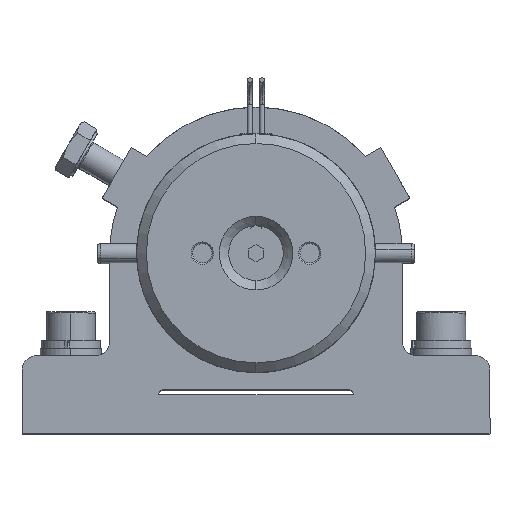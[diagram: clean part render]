
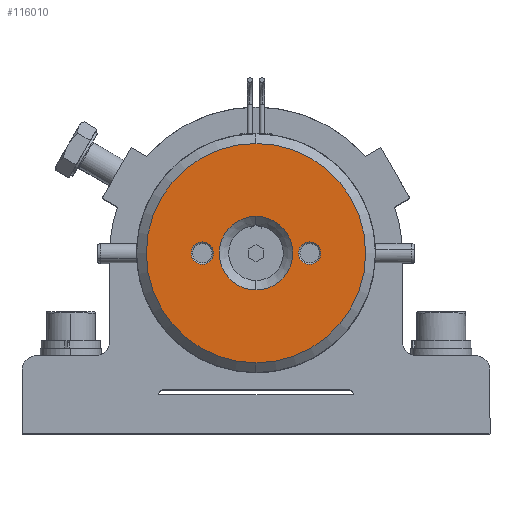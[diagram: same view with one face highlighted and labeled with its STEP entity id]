
A CAD part, top view. The second image highlights one B-rep face of the part: STEP entity #116010.
In plain terms, the highlighted planar face has unit normal (0, 0, 1).
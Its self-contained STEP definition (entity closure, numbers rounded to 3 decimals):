
#904 = CARTESIAN_POINT ( 'NONE',  ( 0., -22.5, 91.9 ) ) ;
#2307 = AXIS2_PLACEMENT_3D ( 'NONE', #58503, #68019, #85293 ) ;
#2877 = CARTESIAN_POINT ( 'NONE',  ( -11., -2.3, 91.9 ) ) ;
#7346 = DIRECTION ( 'NONE',  ( 0., 0., -1. ) ) ;
#7867 = CARTESIAN_POINT ( 'NONE',  ( -11., 0., 91.9 ) ) ;
#7894 = VERTEX_POINT ( 'NONE', #74486 ) ;
#8904 = DIRECTION ( 'NONE',  ( 0., 0., -1. ) ) ;
#10702 = VERTEX_POINT ( 'NONE', #70243 ) ;
#13441 = CIRCLE ( 'NONE', #17269, 2.3 ) ;
#17269 = AXIS2_PLACEMENT_3D ( 'NONE', #106683, #8904, #96565 ) ;
#21930 = CIRCLE ( 'NONE', #94132, 7.55 ) ;
#25709 = CARTESIAN_POINT ( 'NONE',  ( -11., 2.3, 91.9 ) ) ;
#25936 = FACE_BOUND ( 'NONE', #99117, .T. ) ;
#26064 = AXIS2_PLACEMENT_3D ( 'NONE', #103616, #57763, #94074 ) ;
#27900 = EDGE_CURVE ( 'NONE', #85102, #37638, #49806, .T. ) ;
#28136 = DIRECTION ( 'NONE',  ( 0., 1., 0. ) ) ;
#29349 = EDGE_CURVE ( 'NONE', #37638, #85102, #83747, .T. ) ;
#30317 = EDGE_CURVE ( 'NONE', #10702, #60470, #13441, .T. ) ;
#30784 = EDGE_CURVE ( 'NONE', #60470, #10702, #57178, .T. ) ;
#30849 = CARTESIAN_POINT ( 'NONE',  ( 11., 0., 91.9 ) ) ;
#37638 = VERTEX_POINT ( 'NONE', #25709 ) ;
#38184 = EDGE_CURVE ( 'NONE', #67508, #7894, #114476, .T. ) ;
#38390 = AXIS2_PLACEMENT_3D ( 'NONE', #61020, #97340, #68778 ) ;
#38475 = EDGE_CURVE ( 'NONE', #40139, #54606, #46067, .T. ) ;
#39199 = DIRECTION ( 'NONE',  ( 0., 1., 0. ) ) ;
#39739 = CARTESIAN_POINT ( 'NONE',  ( 0., -7.55, 91.9 ) ) ;
#40139 = VERTEX_POINT ( 'NONE', #63709 ) ;
#40834 = CARTESIAN_POINT ( 'NONE',  ( 0., 0., 91.9 ) ) ;
#44169 = DIRECTION ( 'NONE',  ( 0., 0., -1. ) ) ;
#46067 = CIRCLE ( 'NONE', #38390, 22.5 ) ;
#47298 = EDGE_LOOP ( 'NONE', ( #93401, #93981 ) ) ;
#49806 = CIRCLE ( 'NONE', #116358, 2.3 ) ;
#54492 = DIRECTION ( 'NONE',  ( 0., 1., 0. ) ) ;
#54606 = VERTEX_POINT ( 'NONE', #108518 ) ;
#55048 = EDGE_LOOP ( 'NONE', ( #66338, #112612 ) ) ;
#55642 = PLANE ( 'NONE',  #59871 ) ;
#56358 = EDGE_CURVE ( 'NONE', #7894, #67508, #21930, .T. ) ;
#57178 = CIRCLE ( 'NONE', #102810, 2.3 ) ;
#57763 = DIRECTION ( 'NONE',  ( 0., 0., -1. ) ) ;
#58503 = CARTESIAN_POINT ( 'NONE',  ( -11., 0., 91.9 ) ) ;
#59871 = AXIS2_PLACEMENT_3D ( 'NONE', #904, #62242, #54492 ) ;
#60470 = VERTEX_POINT ( 'NONE', #101060 ) ;
#61020 = CARTESIAN_POINT ( 'NONE',  ( 0., 0., 91.9 ) ) ;
#62242 = DIRECTION ( 'NONE',  ( 0., 0., -1. ) ) ;
#63709 = CARTESIAN_POINT ( 'NONE',  ( 0., -22.5, 91.9 ) ) ;
#65489 = EDGE_LOOP ( 'NONE', ( #69215, #65741 ) ) ;
#65741 = ORIENTED_EDGE ( 'NONE', *, *, #38475, .F. ) ;
#66338 = ORIENTED_EDGE ( 'NONE', *, *, #30317, .T. ) ;
#67508 = VERTEX_POINT ( 'NONE', #39739 ) ;
#68019 = DIRECTION ( 'NONE',  ( 0., 0., -1. ) ) ;
#68778 = DIRECTION ( 'NONE',  ( 0., 1., 0. ) ) ;
#69215 = ORIENTED_EDGE ( 'NONE', *, *, #75933, .F. ) ;
#70243 = CARTESIAN_POINT ( 'NONE',  ( 11., -2.3, 91.9 ) ) ;
#71703 = CIRCLE ( 'NONE', #26064, 22.5 ) ;
#71754 = FACE_BOUND ( 'NONE', #55048, .T. ) ;
#74486 = CARTESIAN_POINT ( 'NONE',  ( 0., 7.55, 91.9 ) ) ;
#75933 = EDGE_CURVE ( 'NONE', #54606, #40139, #71703, .T. ) ;
#77123 = DIRECTION ( 'NONE',  ( 0., 0., -1. ) ) ;
#80461 = DIRECTION ( 'NONE',  ( 0., 1., 0. ) ) ;
#81861 = ORIENTED_EDGE ( 'NONE', *, *, #38184, .T. ) ;
#82428 = FACE_OUTER_BOUND ( 'NONE', #65489, .T. ) ;
#83747 = CIRCLE ( 'NONE', #2307, 2.3 ) ;
#85102 = VERTEX_POINT ( 'NONE', #2877 ) ;
#85293 = DIRECTION ( 'NONE',  ( 0., 1., 0. ) ) ;
#85901 = AXIS2_PLACEMENT_3D ( 'NONE', #40834, #77123, #113468 ) ;
#88884 = CARTESIAN_POINT ( 'NONE',  ( 0., 0., 91.9 ) ) ;
#91369 = FACE_BOUND ( 'NONE', #47298, .T. ) ;
#93401 = ORIENTED_EDGE ( 'NONE', *, *, #27900, .T. ) ;
#93981 = ORIENTED_EDGE ( 'NONE', *, *, #29349, .T. ) ;
#94074 = DIRECTION ( 'NONE',  ( 0., 1., 0. ) ) ;
#94132 = AXIS2_PLACEMENT_3D ( 'NONE', #88884, #7346, #28136 ) ;
#94535 = DIRECTION ( 'NONE',  ( 0., 0., -1. ) ) ;
#96565 = DIRECTION ( 'NONE',  ( 0., 1., 0. ) ) ;
#97340 = DIRECTION ( 'NONE',  ( 0., 0., -1. ) ) ;
#99117 = EDGE_LOOP ( 'NONE', ( #81861, #110380 ) ) ;
#101060 = CARTESIAN_POINT ( 'NONE',  ( 11., 2.3, 91.9 ) ) ;
#102810 = AXIS2_PLACEMENT_3D ( 'NONE', #30849, #94535, #39199 ) ;
#103616 = CARTESIAN_POINT ( 'NONE',  ( 0., 0., 91.9 ) ) ;
#106683 = CARTESIAN_POINT ( 'NONE',  ( 11., 0., 91.9 ) ) ;
#108518 = CARTESIAN_POINT ( 'NONE',  ( 0., 22.5, 91.9 ) ) ;
#110380 = ORIENTED_EDGE ( 'NONE', *, *, #56358, .T. ) ;
#112612 = ORIENTED_EDGE ( 'NONE', *, *, #30784, .T. ) ;
#113468 = DIRECTION ( 'NONE',  ( 0., 1., 0. ) ) ;
#114476 = CIRCLE ( 'NONE', #85901, 7.55 ) ;
#116010 = ADVANCED_FACE ( 'NONE', ( #71754, #91369, #82428, #25936 ), #55642, .F. ) ;
#116358 = AXIS2_PLACEMENT_3D ( 'NONE', #7867, #44169, #80461 ) ;
